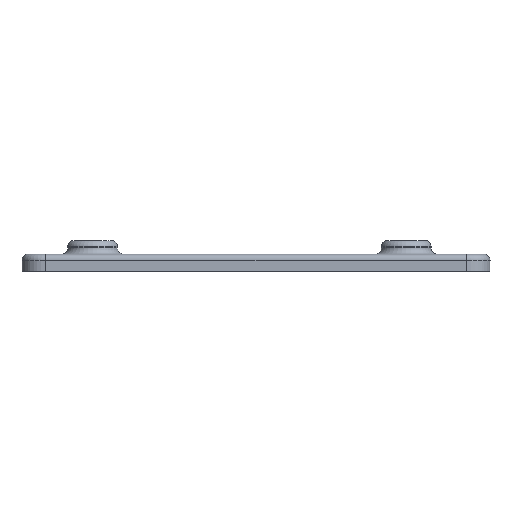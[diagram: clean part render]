
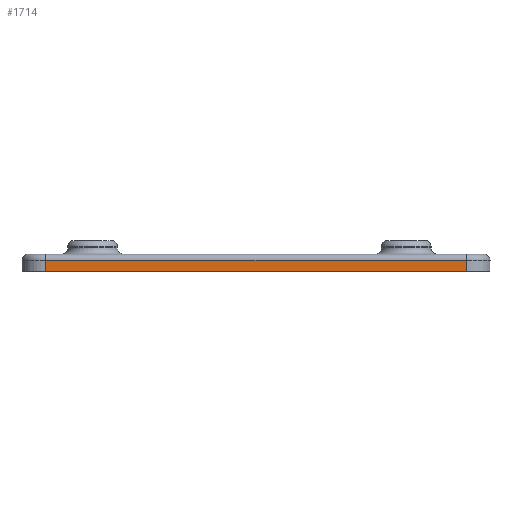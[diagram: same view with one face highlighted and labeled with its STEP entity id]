
A CAD part, front view. The second image highlights one B-rep face of the part: STEP entity #1714.
In plain terms, the highlighted planar face has unit normal (0, -1, 0).
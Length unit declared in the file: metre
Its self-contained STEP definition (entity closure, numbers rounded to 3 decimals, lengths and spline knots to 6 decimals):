
#305=ORIENTED_EDGE('',*,*,#808,.F.);
#306=ORIENTED_EDGE('',*,*,#809,.T.);
#307=ORIENTED_EDGE('',*,*,#805,.T.);
#308=ORIENTED_EDGE('',*,*,#810,.F.);
#805=EDGE_CURVE('',#1056,#1057,#1213,.T.);
#808=EDGE_CURVE('',#1058,#1059,#1214,.T.);
#809=EDGE_CURVE('',#1058,#1056,#1215,.T.);
#810=EDGE_CURVE('',#1059,#1057,#1216,.T.);
#1056=VERTEX_POINT('',#2828);
#1057=VERTEX_POINT('',#2829);
#1058=VERTEX_POINT('',#2834);
#1059=VERTEX_POINT('',#2835);
#1213=LINE('',#2827,#1325);
#1214=LINE('',#2833,#1326);
#1215=LINE('',#2836,#1327);
#1216=LINE('',#2837,#1328);
#1325=VECTOR('',#2173,1.);
#1326=VECTOR('',#2180,1.);
#1327=VECTOR('',#2181,1.);
#1328=VECTOR('',#2182,1.);
#1396=EDGE_LOOP('',(#305,#306,#307,#308));
#1542=FACE_BOUND('',#1396,.T.);
#1685=PLANE('',#1843);
#1714=ADVANCED_FACE('',(#1542),#1685,.T.);
#1843=AXIS2_PLACEMENT_3D('',#2832,#2178,#2179);
#2173=DIRECTION('',(0.,0.,-1.));
#2178=DIRECTION('',(0.,-1.,0.));
#2179=DIRECTION('',(0.,0.,-1.));
#2180=DIRECTION('',(0.,0.,-1.));
#2181=DIRECTION('',(-1.,0.,0.));
#2182=DIRECTION('',(-1.,0.,0.));
#2827=CARTESIAN_POINT('',(-0.020265,-0.0402,0.0039));
#2828=CARTESIAN_POINT('',(-0.020265,-0.0402,0.0029));
#2829=CARTESIAN_POINT('',(-0.020265,-0.0402,0.0011));
#2832=CARTESIAN_POINT('',(0.013735,-0.0402,0.0039));
#2833=CARTESIAN_POINT('',(0.047735,-0.0402,0.0039));
#2834=CARTESIAN_POINT('',(0.047735,-0.0402,0.0029));
#2835=CARTESIAN_POINT('',(0.047735,-0.0402,0.0011));
#2836=CARTESIAN_POINT('',(0.013735,-0.0402,0.0029));
#2837=CARTESIAN_POINT('',(0.013735,-0.0402,0.0011));
